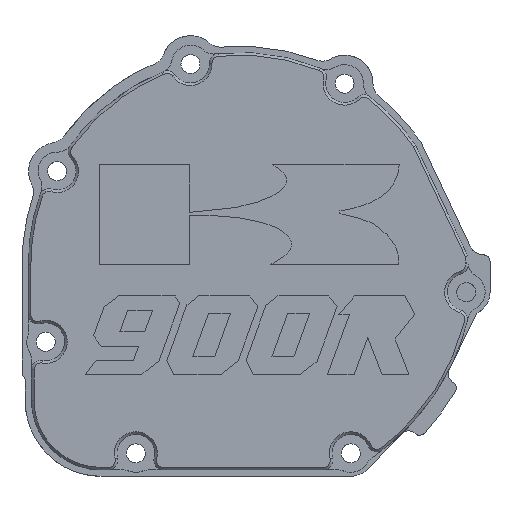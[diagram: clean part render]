
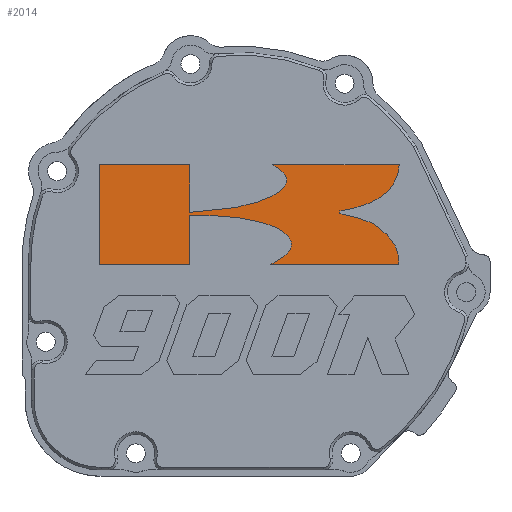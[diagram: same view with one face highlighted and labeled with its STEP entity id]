
A CAD part, top view. The second image highlights one B-rep face of the part: STEP entity #2014.
In plain terms, the highlighted free-form (B-spline) face has degree [1, 1] with [2, 2] control points.
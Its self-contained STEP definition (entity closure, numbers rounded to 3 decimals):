
#1549 = VERTEX_POINT('',#1550);
#1550 = CARTESIAN_POINT('',(44.158,14.109,
    17.914));
#1555 = EDGE_CURVE('',#1549,#1556,#1558,.T.);
#1556 = VERTEX_POINT('',#1557);
#1557 = CARTESIAN_POINT('',(53.507,0.,
    17.914));
#1558 = ( BOUNDED_CURVE() B_SPLINE_CURVE(2,(#1559,#1560,#1561),
.UNSPECIFIED.,.F.,.F.) B_SPLINE_CURVE_WITH_KNOTS((3,3),(5.608,
6.347),.PIECEWISE_BEZIER_KNOTS.) CURVE() 
GEOMETRIC_REPRESENTATION_ITEM() RATIONAL_B_SPLINE_CURVE((1.,
0.933,1.)) REPRESENTATION_ITEM('') );
#1559 = CARTESIAN_POINT('',(44.158,14.109,
    17.914));
#1560 = CARTESIAN_POINT('',(54.248,8.11,
    17.914));
#1561 = CARTESIAN_POINT('',(53.507,0.,
    17.914));
#1587 = VERTEX_POINT('',#1588);
#1588 = CARTESIAN_POINT('',(33.643,17.115,
    17.914));
#1593 = EDGE_CURVE('',#1587,#1549,#1594,.T.);
#1594 = ( BOUNDED_CURVE() B_SPLINE_CURVE(2,(#1595,#1596,#1597),
.UNSPECIFIED.,.F.,.F.) B_SPLINE_CURVE_WITH_KNOTS((3,3),(5.181,
5.504),.PIECEWISE_BEZIER_KNOTS.) CURVE() 
GEOMETRIC_REPRESENTATION_ITEM() RATIONAL_B_SPLINE_CURVE((1.,
0.987,1.)) REPRESENTATION_ITEM('') );
#1595 = CARTESIAN_POINT('',(33.643,17.115,
    17.914));
#1596 = CARTESIAN_POINT('',(39.525,15.948,
    17.914));
#1597 = CARTESIAN_POINT('',(44.158,14.109,
    17.914));
#1618 = VERTEX_POINT('',#1619);
#1619 = CARTESIAN_POINT('',(33.643,18.068,
    17.914));
#1624 = EDGE_CURVE('',#1618,#1587,#1625,.T.);
#1625 = B_SPLINE_CURVE_WITH_KNOTS('',1,(#1626,#1627),.UNSPECIFIED.,.F.,
  .F.,(2,2),(-7.577,-6.683),.PIECEWISE_BEZIER_KNOTS.);
#1626 = CARTESIAN_POINT('',(33.643,18.068,
    17.914));
#1627 = CARTESIAN_POINT('',(33.643,17.115,
    17.914));
#1647 = VERTEX_POINT('',#1648);
#1648 = CARTESIAN_POINT('',(50.054,25.023,
    17.914));
#1653 = EDGE_CURVE('',#1647,#1618,#1654,.T.);
#1654 = ( BOUNDED_CURVE() B_SPLINE_CURVE(2,(#1655,#1656,#1657),
.UNSPECIFIED.,.F.,.F.) B_SPLINE_CURVE_WITH_KNOTS((3,3),(0.309,
1.031),.PIECEWISE_BEZIER_KNOTS.) CURVE() 
GEOMETRIC_REPRESENTATION_ITEM() RATIONAL_B_SPLINE_CURVE((1.,
0.936,1.)) REPRESENTATION_ITEM('') );
#1655 = CARTESIAN_POINT('',(50.054,25.023,
    17.914));
#1656 = CARTESIAN_POINT('',(45.258,19.673,
    17.914));
#1657 = CARTESIAN_POINT('',(33.643,18.068,
    17.914));
#1679 = VERTEX_POINT('',#1680);
#1680 = CARTESIAN_POINT('',(53.594,33.59,
    17.914));
#1685 = EDGE_CURVE('',#1679,#1647,#1686,.T.);
#1686 = ( BOUNDED_CURVE() B_SPLINE_CURVE(2,(#1687,#1688,#1689),
.UNSPECIFIED.,.F.,.F.) B_SPLINE_CURVE_WITH_KNOTS((3,3),(
0.,0.418),.PIECEWISE_BEZIER_KNOTS.) CURVE() 
GEOMETRIC_REPRESENTATION_ITEM() RATIONAL_B_SPLINE_CURVE((1.,
0.978,1.)) REPRESENTATION_ITEM('') );
#1687 = CARTESIAN_POINT('',(53.594,33.59,
    17.914));
#1688 = CARTESIAN_POINT('',(53.594,29.114,
    17.914));
#1689 = CARTESIAN_POINT('',(50.054,25.023,
    17.914));
#1710 = VERTEX_POINT('',#1711);
#1711 = CARTESIAN_POINT('',(11.011,33.59,
    17.914));
#1716 = EDGE_CURVE('',#1710,#1679,#1717,.T.);
#1717 = B_SPLINE_CURVE_WITH_KNOTS('',1,(#1718,#1719),.UNSPECIFIED.,.F.,
  .F.,(2,2),(2.672,42.606),.PIECEWISE_BEZIER_KNOTS.);
#1718 = CARTESIAN_POINT('',(11.011,33.59,
    17.914));
#1719 = CARTESIAN_POINT('',(53.594,33.59,
    17.914));
#1738 = VERTEX_POINT('',#1739);
#1739 = CARTESIAN_POINT('',(13.283,32.01,
    17.914));
#1744 = EDGE_CURVE('',#1738,#1710,#1745,.T.);
#1745 = B_SPLINE_CURVE_WITH_KNOTS('',1,(#1746,#1747),.UNSPECIFIED.,.F.,
  .F.,(2,2),(4.986,7.581),.PIECEWISE_BEZIER_KNOTS.);
#1746 = CARTESIAN_POINT('',(13.283,32.01,
    17.914));
#1747 = CARTESIAN_POINT('',(11.011,33.59,
    17.914));
#1759 = EDGE_CURVE('',#1760,#1738,#1762,.T.);
#1760 = VERTEX_POINT('',#1761);
#1761 = CARTESIAN_POINT('',(-17.061,17.514,
    17.914));
#1762 = ( BOUNDED_CURVE() B_SPLINE_CURVE(2,(#1763,#1764,#1765),
.UNSPECIFIED.,.F.,.F.) B_SPLINE_CURVE_WITH_KNOTS((3,3),(1.525,
3.524),.PIECEWISE_BEZIER_KNOTS.) CURVE() 
GEOMETRIC_REPRESENTATION_ITEM() RATIONAL_B_SPLINE_CURVE((1.,
0.541,1.)) REPRESENTATION_ITEM('') );
#1763 = CARTESIAN_POINT('',(-17.061,17.514,
    17.914));
#1764 = CARTESIAN_POINT('',(32.233,18.84,
    17.914));
#1765 = CARTESIAN_POINT('',(13.283,32.01,
    17.914));
#1802 = VERTEX_POINT('',#1803);
#1803 = CARTESIAN_POINT('',(-17.061,33.59,
    17.914));
#1808 = EDGE_CURVE('',#1802,#1760,#1809,.T.);
#1809 = B_SPLINE_CURVE_WITH_KNOTS('',1,(#1810,#1811),.UNSPECIFIED.,.F.,
  .F.,(2,2),(-14.855,0.22),.PIECEWISE_BEZIER_KNOTS.);
#1810 = CARTESIAN_POINT('',(-17.061,33.59,
    17.914));
#1811 = CARTESIAN_POINT('',(-17.061,17.514,
    17.914));
#1830 = VERTEX_POINT('',#1831);
#1831 = CARTESIAN_POINT('',(-47.452,33.59,
    17.914));
#1836 = EDGE_CURVE('',#1830,#1802,#1837,.T.);
#1837 = B_SPLINE_CURVE_WITH_KNOTS('',1,(#1838,#1839),.UNSPECIFIED.,.F.,
  .F.,(2,2),(-24.741,3.759),.PIECEWISE_BEZIER_KNOTS.);
#1838 = CARTESIAN_POINT('',(-47.452,33.59,
    17.914));
#1839 = CARTESIAN_POINT('',(-17.061,33.59,
    17.914));
#1858 = VERTEX_POINT('',#1859);
#1859 = CARTESIAN_POINT('',(-47.452,0.,
    17.914));
#1864 = EDGE_CURVE('',#1858,#1830,#1865,.T.);
#1865 = B_SPLINE_CURVE_WITH_KNOTS('',1,(#1866,#1867),.UNSPECIFIED.,.F.,
  .F.,(2,2),(-0.895,30.605),.PIECEWISE_BEZIER_KNOTS.);
#1866 = CARTESIAN_POINT('',(-47.452,0.,
    17.914));
#1867 = CARTESIAN_POINT('',(-47.452,33.59,
    17.914));
#1886 = VERTEX_POINT('',#1887);
#1887 = CARTESIAN_POINT('',(-17.061,0.,17.914));
#1892 = EDGE_CURVE('',#1886,#1858,#1893,.T.);
#1893 = B_SPLINE_CURVE_WITH_KNOTS('',1,(#1894,#1895),.UNSPECIFIED.,.F.,
  .F.,(2,2),(10.491,38.991),.PIECEWISE_BEZIER_KNOTS.);
#1894 = CARTESIAN_POINT('',(-17.061,0.,
    17.914));
#1895 = CARTESIAN_POINT('',(-47.452,0.,
    17.914));
#1914 = VERTEX_POINT('',#1915);
#1915 = CARTESIAN_POINT('',(-17.061,16.379,
    17.914));
#1920 = EDGE_CURVE('',#1914,#1886,#1921,.T.);
#1921 = B_SPLINE_CURVE_WITH_KNOTS('',1,(#1922,#1923),.UNSPECIFIED.,.F.,
  .F.,(2,2),(-6.785,8.575),.PIECEWISE_BEZIER_KNOTS.);
#1922 = CARTESIAN_POINT('',(-17.061,16.379,
    17.914));
#1923 = CARTESIAN_POINT('',(-17.061,0.,17.914));
#1935 = EDGE_CURVE('',#1936,#1914,#1938,.T.);
#1936 = VERTEX_POINT('',#1937);
#1937 = CARTESIAN_POINT('',(12.953,1.497,
    17.914));
#1938 = ( BOUNDED_CURVE() B_SPLINE_CURVE(2,(#1939,#1940,#1941),
.UNSPECIFIED.,.F.,.F.) B_SPLINE_CURVE_WITH_KNOTS((3,3),(2.605,
4.776),.PIECEWISE_BEZIER_KNOTS.) CURVE() 
GEOMETRIC_REPRESENTATION_ITEM() RATIONAL_B_SPLINE_CURVE((1.,
0.466,1.)) REPRESENTATION_ITEM('') );
#1939 = CARTESIAN_POINT('',(12.953,1.497,
    17.914));
#1940 = CARTESIAN_POINT('',(43.674,19.108,
    17.914));
#1941 = CARTESIAN_POINT('',(-17.061,16.379,
    17.914));
#1978 = VERTEX_POINT('',#1979);
#1979 = CARTESIAN_POINT('',(10.341,0.,
    17.914));
#1984 = EDGE_CURVE('',#1978,#1936,#1985,.T.);
#1985 = B_SPLINE_CURVE_WITH_KNOTS('',1,(#1986,#1987),.UNSPECIFIED.,.F.,
  .F.,(2,2),(1.601,4.424),.PIECEWISE_BEZIER_KNOTS.);
#1986 = CARTESIAN_POINT('',(10.341,0.,
    17.914));
#1987 = CARTESIAN_POINT('',(12.953,1.497,
    17.914));
#2004 = EDGE_CURVE('',#1556,#1978,#2005,.T.);
#2005 = B_SPLINE_CURVE_WITH_KNOTS('',1,(#2006,#2007),.UNSPECIFIED.,.F.,
  .F.,(2,2),(-22.598,17.882),.PIECEWISE_BEZIER_KNOTS.);
#2006 = CARTESIAN_POINT('',(53.507,0.,
    17.914));
#2007 = CARTESIAN_POINT('',(10.341,0.,
    17.914));
#2014 = ADVANCED_FACE('',(#2015),#2033,.T.);
#2015 = FACE_BOUND('',#2016,.T.);
#2016 = EDGE_LOOP('',(#2017,#2018,#2019,#2020,#2021,#2022,#2023,#2024,
    #2025,#2026,#2027,#2028,#2029,#2030,#2031,#2032));
#2017 = ORIENTED_EDGE('',*,*,#1808,.F.);
#2018 = ORIENTED_EDGE('',*,*,#1836,.F.);
#2019 = ORIENTED_EDGE('',*,*,#1864,.F.);
#2020 = ORIENTED_EDGE('',*,*,#1892,.F.);
#2021 = ORIENTED_EDGE('',*,*,#1920,.F.);
#2022 = ORIENTED_EDGE('',*,*,#1935,.F.);
#2023 = ORIENTED_EDGE('',*,*,#1984,.F.);
#2024 = ORIENTED_EDGE('',*,*,#2004,.F.);
#2025 = ORIENTED_EDGE('',*,*,#1555,.F.);
#2026 = ORIENTED_EDGE('',*,*,#1593,.F.);
#2027 = ORIENTED_EDGE('',*,*,#1624,.F.);
#2028 = ORIENTED_EDGE('',*,*,#1653,.F.);
#2029 = ORIENTED_EDGE('',*,*,#1685,.F.);
#2030 = ORIENTED_EDGE('',*,*,#1716,.F.);
#2031 = ORIENTED_EDGE('',*,*,#1744,.F.);
#2032 = ORIENTED_EDGE('',*,*,#1759,.F.);
#2033 = B_SPLINE_SURFACE_WITH_KNOTS('',1,1,(
    (#2034,#2035)
    ,(#2036,#2037
    )),.UNSPECIFIED.,.F.,.F.,.F.,(2,2),(2,2),(-49.482,
    45.278),(-1.79,29.711),
  .PIECEWISE_BEZIER_KNOTS.);
#2034 = CARTESIAN_POINT('',(-47.452,0.,
    17.914));
#2035 = CARTESIAN_POINT('',(-47.452,33.59,
    17.914));
#2036 = CARTESIAN_POINT('',(53.594,0.,
    17.914));
#2037 = CARTESIAN_POINT('',(53.594,33.59,
    17.914));
